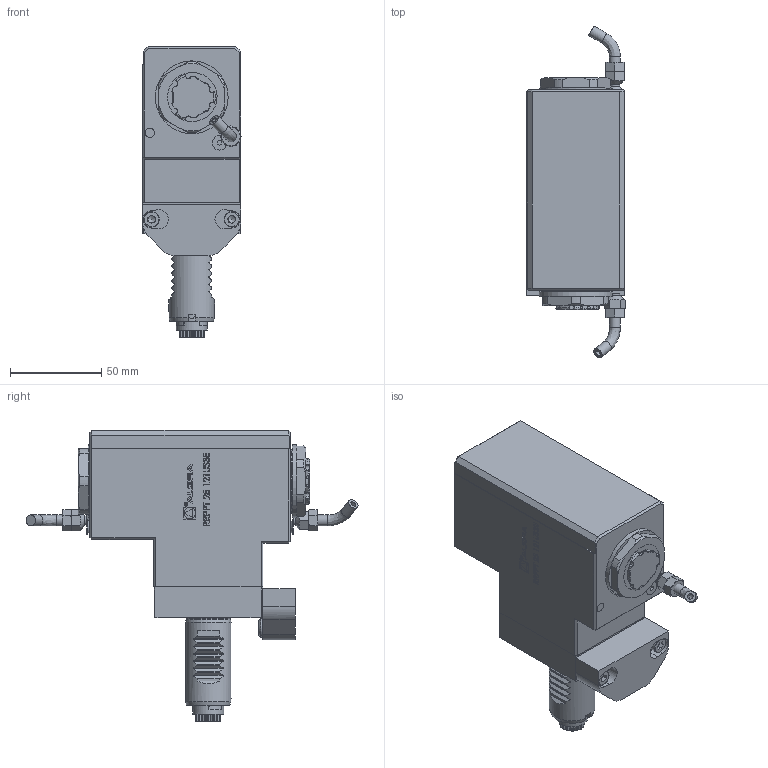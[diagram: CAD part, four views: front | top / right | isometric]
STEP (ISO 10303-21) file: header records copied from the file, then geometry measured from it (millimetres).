
FILE_DESCRIPTION (( 'STEP AP214' ), '1' );
FILE_NAME ('RRPPT25121US3E.STEP', '2021-07-28T08:28:02', ( 'ANDREA' ), ( '' ), 'SwSTEP 2.0', 'SolidWorks 2016', '' );
FILE_SCHEMA (( 'AUTOMOTIVE_DESIGN' ));
Length unit declared in the file: millimetre
Products named in the file (1): RRPPT25121US3E
Bounding box: 54.27 x 182.28 x 160 mm (x, y, z)
Volume: 557124 mm3; surface area: 56666 mm2
Topology: 7 solids, 7 shells, 964 faces, 2498 edges, 1612 vertices
Faces by surface type: plane 497, cylinder 217, cone 132, bspline 116, torus 2
Full cylindrical faces by diameter (mm): 1.7 x1, 2.1 x1, 3 x2, 4 x1, 5.2 x2, 6 x4, 6.366 x1, 8 x2, 8.5 x2, 17 x1, 22.5 x1, 24.1 x1, 25 x1, 26.376 x1, 34.8 x1, 40 x2
Entity records: 39138 total; most frequent: CARTESIAN_POINT 13498, ORIENTED_EDGE 4846, DIRECTION 4151, EDGE_CURVE 2423, VERTEX_POINT 1589, AXIS2_PLACEMENT_3D 1384, LINE 1383, VECTOR 1383
